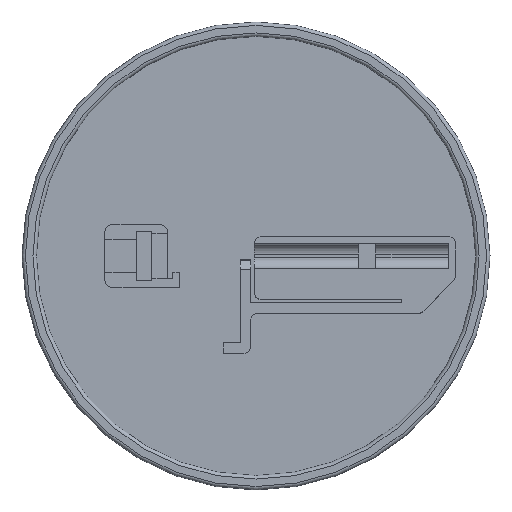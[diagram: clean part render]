
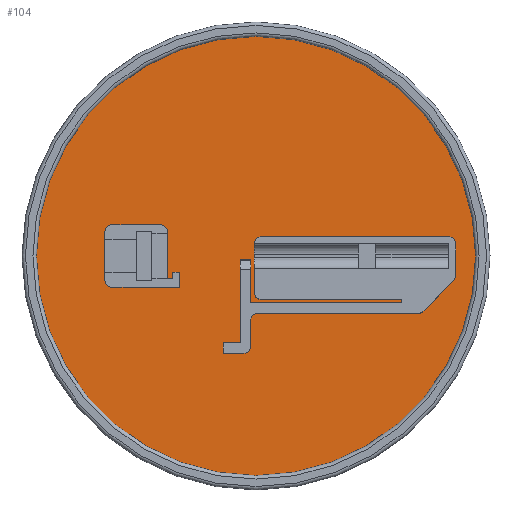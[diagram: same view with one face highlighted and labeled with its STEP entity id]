
A CAD part, top view. The second image highlights one B-rep face of the part: STEP entity #104.
In plain terms, the highlighted planar face has unit normal (0, 0, 1).
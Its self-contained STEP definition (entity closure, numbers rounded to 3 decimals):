
#69=FACE_BOUND('',#294,.T.);
#70=FACE_BOUND('',#295,.T.);
#71=FACE_BOUND('',#296,.T.);
#104=ADVANCED_FACE('',(#69,#70,#71),#177,.F.);
#177=PLANE('',#1931);
#294=EDGE_LOOP('',(#455,#456,#457,#458,#459,#460,#461,#462,#463,#464,#465));
#295=EDGE_LOOP('',(#466));
#296=EDGE_LOOP('',(#467,#468,#469,#470,#471,#472,#473,#474,#475,#476,#477,
#478));
#455=ORIENTED_EDGE('',*,*,#893,.F.);
#456=ORIENTED_EDGE('',*,*,#890,.F.);
#457=ORIENTED_EDGE('',*,*,#887,.F.);
#458=ORIENTED_EDGE('',*,*,#884,.F.);
#459=ORIENTED_EDGE('',*,*,#900,.T.);
#460=ORIENTED_EDGE('',*,*,#956,.T.);
#461=ORIENTED_EDGE('',*,*,#957,.T.);
#462=ORIENTED_EDGE('',*,*,#958,.T.);
#463=ORIENTED_EDGE('',*,*,#959,.T.);
#464=ORIENTED_EDGE('',*,*,#960,.T.);
#465=ORIENTED_EDGE('',*,*,#908,.T.);
#466=ORIENTED_EDGE('',*,*,#961,.T.);
#467=ORIENTED_EDGE('',*,*,#962,.T.);
#468=ORIENTED_EDGE('',*,*,#963,.T.);
#469=ORIENTED_EDGE('',*,*,#933,.T.);
#470=ORIENTED_EDGE('',*,*,#964,.T.);
#471=ORIENTED_EDGE('',*,*,#965,.T.);
#472=ORIENTED_EDGE('',*,*,#966,.T.);
#473=ORIENTED_EDGE('',*,*,#967,.T.);
#474=ORIENTED_EDGE('',*,*,#968,.T.);
#475=ORIENTED_EDGE('',*,*,#969,.T.);
#476=ORIENTED_EDGE('',*,*,#970,.T.);
#477=ORIENTED_EDGE('',*,*,#971,.T.);
#478=ORIENTED_EDGE('',*,*,#972,.T.);
#751=VERTEX_POINT('',#2545);
#753=VERTEX_POINT('',#2548);
#755=VERTEX_POINT('',#2554);
#757=VERTEX_POINT('',#2560);
#759=VERTEX_POINT('',#2566);
#764=VERTEX_POINT('',#2578);
#771=VERTEX_POINT('',#2596);
#790=VERTEX_POINT('',#2646);
#791=VERTEX_POINT('',#2647);
#809=VERTEX_POINT('',#2693);
#810=VERTEX_POINT('',#2695);
#811=VERTEX_POINT('',#2697);
#812=VERTEX_POINT('',#2699);
#813=VERTEX_POINT('',#2702);
#814=VERTEX_POINT('',#2704);
#815=VERTEX_POINT('',#2705);
#816=VERTEX_POINT('',#2708);
#817=VERTEX_POINT('',#2710);
#818=VERTEX_POINT('',#2712);
#819=VERTEX_POINT('',#2714);
#820=VERTEX_POINT('',#2716);
#821=VERTEX_POINT('',#2718);
#822=VERTEX_POINT('',#2720);
#823=VERTEX_POINT('',#2722);
#884=EDGE_CURVE('',#751,#753,#1382,.T.);
#887=EDGE_CURVE('',#753,#755,#1385,.T.);
#890=EDGE_CURVE('',#755,#757,#1388,.T.);
#893=EDGE_CURVE('',#757,#759,#1391,.T.);
#900=EDGE_CURVE('',#751,#764,#1398,.T.);
#908=EDGE_CURVE('',#771,#759,#1405,.T.);
#933=EDGE_CURVE('',#790,#791,#1428,.T.);
#956=EDGE_CURVE('',#764,#809,#1084,.T.);
#957=EDGE_CURVE('',#809,#810,#1444,.T.);
#958=EDGE_CURVE('',#810,#811,#1085,.T.);
#959=EDGE_CURVE('',#811,#812,#1445,.T.);
#960=EDGE_CURVE('',#812,#771,#1086,.T.);
#961=EDGE_CURVE('',#813,#813,#1087,.T.);
#962=EDGE_CURVE('',#814,#815,#1446,.T.);
#963=EDGE_CURVE('',#815,#790,#1088,.T.);
#964=EDGE_CURVE('',#791,#816,#1089,.T.);
#965=EDGE_CURVE('',#816,#817,#1447,.T.);
#966=EDGE_CURVE('',#817,#818,#1090,.T.);
#967=EDGE_CURVE('',#818,#819,#1448,.T.);
#968=EDGE_CURVE('',#819,#820,#1091,.T.);
#969=EDGE_CURVE('',#820,#821,#1449,.T.);
#970=EDGE_CURVE('',#821,#822,#1092,.T.);
#971=EDGE_CURVE('',#822,#823,#1450,.T.);
#972=EDGE_CURVE('',#823,#814,#1451,.T.);
#1084=CIRCLE('',#1922,2.);
#1085=CIRCLE('',#1923,2.);
#1086=CIRCLE('',#1924,2.);
#1087=CIRCLE('',#1925,63.981);
#1088=CIRCLE('',#1926,2.);
#1089=CIRCLE('',#1927,2.);
#1090=CIRCLE('',#1928,2.);
#1091=CIRCLE('',#1929,2.);
#1092=CIRCLE('',#1930,2.);
#1382=LINE('',#2547,#1597);
#1385=LINE('',#2553,#1600);
#1388=LINE('',#2559,#1603);
#1391=LINE('',#2565,#1606);
#1398=LINE('',#2579,#1613);
#1405=LINE('',#2595,#1620);
#1428=LINE('',#2645,#1643);
#1444=LINE('',#2694,#1659);
#1445=LINE('',#2698,#1660);
#1446=LINE('',#2703,#1661);
#1447=LINE('',#2709,#1662);
#1448=LINE('',#2713,#1663);
#1449=LINE('',#2717,#1664);
#1450=LINE('',#2721,#1665);
#1451=LINE('',#2723,#1666);
#1597=VECTOR('',#2088,1.);
#1600=VECTOR('',#2093,1.);
#1603=VECTOR('',#2098,1.);
#1606=VECTOR('',#2103,1.);
#1613=VECTOR('',#2112,1.);
#1620=VECTOR('',#2125,1.);
#1643=VECTOR('',#2164,1.);
#1659=VECTOR('',#2206,1.);
#1660=VECTOR('',#2209,1.);
#1661=VECTOR('',#2214,1.);
#1662=VECTOR('',#2219,1.);
#1663=VECTOR('',#2222,1.);
#1664=VECTOR('',#2225,1.);
#1665=VECTOR('',#2228,1.);
#1666=VECTOR('',#2229,1.);
#1922=AXIS2_PLACEMENT_3D('',#2692,#2204,#2205);
#1923=AXIS2_PLACEMENT_3D('',#2696,#2207,#2208);
#1924=AXIS2_PLACEMENT_3D('',#2700,#2210,#2211);
#1925=AXIS2_PLACEMENT_3D('',#2701,#2212,#2213);
#1926=AXIS2_PLACEMENT_3D('',#2706,#2215,#2216);
#1927=AXIS2_PLACEMENT_3D('',#2707,#2217,#2218);
#1928=AXIS2_PLACEMENT_3D('',#2711,#2220,#2221);
#1929=AXIS2_PLACEMENT_3D('',#2715,#2223,#2224);
#1930=AXIS2_PLACEMENT_3D('',#2719,#2226,#2227);
#1931=AXIS2_PLACEMENT_3D('',#2724,#2230,#2231);
#2088=DIRECTION('',(0.,1.,0.));
#2093=DIRECTION('',(-1.,0.,0.));
#2098=DIRECTION('',(0.,-1.,0.));
#2103=DIRECTION('',(-1.,0.,0.));
#2112=DIRECTION('',(-1.,0.,0.));
#2125=DIRECTION('',(0.,-1.,0.));
#2164=DIRECTION('',(0.,1.,0.));
#2204=DIRECTION('',(0.,0.,-1.));
#2205=DIRECTION('',(-1.,0.,0.));
#2206=DIRECTION('',(0.,1.,0.));
#2207=DIRECTION('',(0.,0.,-1.));
#2208=DIRECTION('',(-1.,0.,0.));
#2209=DIRECTION('',(1.,0.,0.));
#2210=DIRECTION('',(0.,0.,-1.));
#2211=DIRECTION('',(-1.,0.,0.));
#2212=DIRECTION('',(0.,0.,1.));
#2213=DIRECTION('',(-1.,0.,0.));
#2214=DIRECTION('',(-1.,0.,0.));
#2215=DIRECTION('',(0.,0.,-1.));
#2216=DIRECTION('',(-1.,0.,0.));
#2217=DIRECTION('',(0.,0.,-1.));
#2218=DIRECTION('',(-1.,0.,0.));
#2219=DIRECTION('',(1.,0.,0.));
#2220=DIRECTION('',(0.,0.,-1.));
#2221=DIRECTION('',(-1.,0.,0.));
#2222=DIRECTION('',(0.,-1.,0.));
#2223=DIRECTION('',(0.,0.,-1.));
#2224=DIRECTION('',(-1.,0.,0.));
#2225=DIRECTION('',(-0.707,-0.707,0.));
#2226=DIRECTION('',(0.,0.,-1.));
#2227=DIRECTION('',(-1.,0.,0.));
#2228=DIRECTION('',(-1.,0.,0.));
#2229=DIRECTION('',(0.,1.,0.));
#2230=DIRECTION('',(0.,0.,-1.));
#2231=DIRECTION('',(-1.,0.,0.));
#2545=CARTESIAN_POINT('',(-22.,-9.,1.5));
#2547=CARTESIAN_POINT('',(-22.,-9.,1.5));
#2548=CARTESIAN_POINT('',(-22.,-4.65,1.5));
#2553=CARTESIAN_POINT('',(-22.,-4.65,1.5));
#2554=CARTESIAN_POINT('',(-24.,-4.65,1.5));
#2559=CARTESIAN_POINT('',(-24.,-4.65,1.5));
#2560=CARTESIAN_POINT('',(-24.,-6.5,1.5));
#2565=CARTESIAN_POINT('',(-24.,-6.5,1.5));
#2566=CARTESIAN_POINT('',(-25.5,-6.5,1.5));
#2578=CARTESIAN_POINT('',(-41.5,-9.,1.5));
#2579=CARTESIAN_POINT('',(-27.5,-9.,1.5));
#2595=CARTESIAN_POINT('',(-25.5,9.,1.5));
#2596=CARTESIAN_POINT('',(-25.5,7.,1.5));
#2645=CARTESIAN_POINT('',(-0.5,-12.5,1.5));
#2646=CARTESIAN_POINT('',(-0.5,-10.5,1.5));
#2647=CARTESIAN_POINT('',(-0.5,3.5,1.5));
#2692=CARTESIAN_POINT('',(-41.5,-7.,1.5));
#2693=CARTESIAN_POINT('',(-43.5,-7.,1.5));
#2694=CARTESIAN_POINT('',(-43.5,-9.,1.5));
#2695=CARTESIAN_POINT('',(-43.5,7.,1.5));
#2696=CARTESIAN_POINT('',(-41.5,7.,1.5));
#2697=CARTESIAN_POINT('',(-41.5,9.,1.5));
#2698=CARTESIAN_POINT('',(-43.5,9.,1.5));
#2699=CARTESIAN_POINT('',(-27.5,9.,1.5));
#2700=CARTESIAN_POINT('',(-27.5,7.,1.5));
#2701=CARTESIAN_POINT('',(0.,0.,1.5));
#2702=CARTESIAN_POINT('',(-63.981,0.,1.5));
#2703=CARTESIAN_POINT('',(42.,-12.5,1.5));
#2704=CARTESIAN_POINT('',(42.,-12.5,1.5));
#2705=CARTESIAN_POINT('',(1.5,-12.5,1.5));
#2706=CARTESIAN_POINT('',(1.5,-10.5,1.5));
#2707=CARTESIAN_POINT('',(1.5,3.5,1.5));
#2708=CARTESIAN_POINT('',(1.5,5.5,1.5));
#2709=CARTESIAN_POINT('',(-0.5,5.5,1.5));
#2710=CARTESIAN_POINT('',(55.5,5.5,1.5));
#2711=CARTESIAN_POINT('',(55.5,3.5,1.5));
#2712=CARTESIAN_POINT('',(57.5,3.5,1.5));
#2713=CARTESIAN_POINT('',(57.5,5.5,1.5));
#2714=CARTESIAN_POINT('',(57.5,-5.672,1.5));
#2715=CARTESIAN_POINT('',(55.5,-5.672,1.5));
#2716=CARTESIAN_POINT('',(56.914,-7.086,1.5));
#2717=CARTESIAN_POINT('',(57.5,-6.5,1.5));
#2718=CARTESIAN_POINT('',(48.086,-15.914,1.5));
#2719=CARTESIAN_POINT('',(46.672,-14.5,1.5));
#2720=CARTESIAN_POINT('',(46.672,-16.5,1.5));
#2721=CARTESIAN_POINT('',(47.5,-16.5,1.5));
#2722=CARTESIAN_POINT('',(42.,-16.5,1.5));
#2723=CARTESIAN_POINT('',(42.,-13.5,1.5));
#2724=CARTESIAN_POINT('',(0.,0.,1.5));
